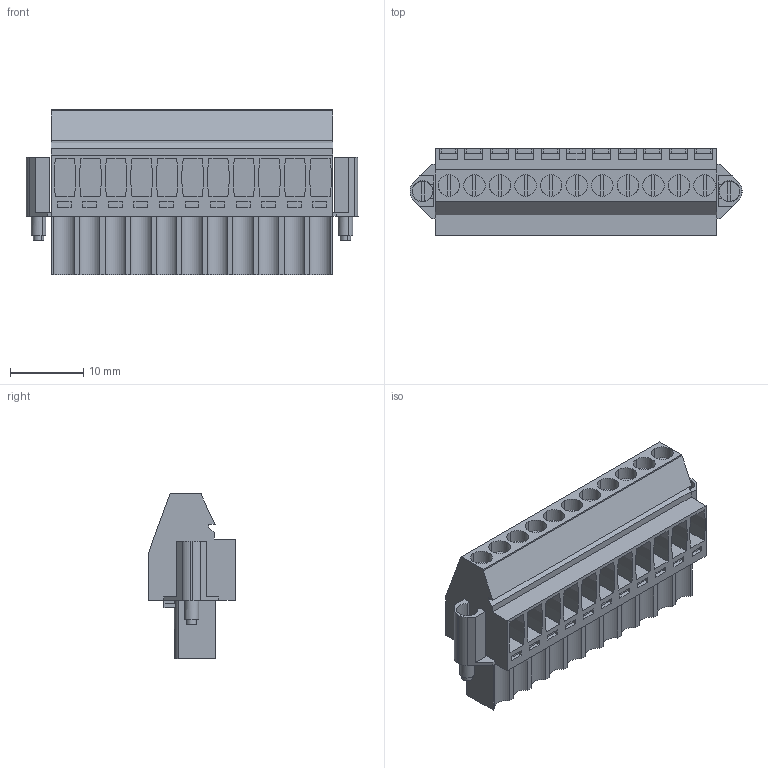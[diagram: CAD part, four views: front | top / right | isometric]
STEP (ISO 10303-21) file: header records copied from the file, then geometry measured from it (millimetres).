
FILE_DESCRIPTION(('CATIA V5 STEP Exchange','CAx-IF Rec.Pracs.--- Model Styling and Organization---1.2---2011-12-15'),'2;1');
FILE_NAME ('D1454136_0_1640020000_1640020000.stp','2017-04-20T09:15:36+00:00',('none'),('Weidmueller'),'CATIA Version 5-6 Release 2014','CATIA V5 STEP AP214','none');
FILE_SCHEMA(('AUTOMOTIVE_DESIGN { 1 0 10303 214 1 1 1 1 }'));
Length unit declared in the file: millimetre
Products named in the file (1): 1640020000
Bounding box: 45.44 x 11.83 x 22.6 mm (x, y, z)
Volume: 5998.9 mm3; surface area: 5280.3 mm2
Topology: 14 solids, 14 shells, 735 faces, 2012 edges, 1358 vertices
Faces by surface type: plane 603, cylinder 120, extrusion 12
Entity records: 21860 total; most frequent: CARTESIAN_POINT 4305, ORIENTED_EDGE 4024, DIRECTION 2866, EDGE_CURVE 2012, VECTOR 1642, LINE 1630, VERTEX_POINT 1358, EDGE_LOOP 792
